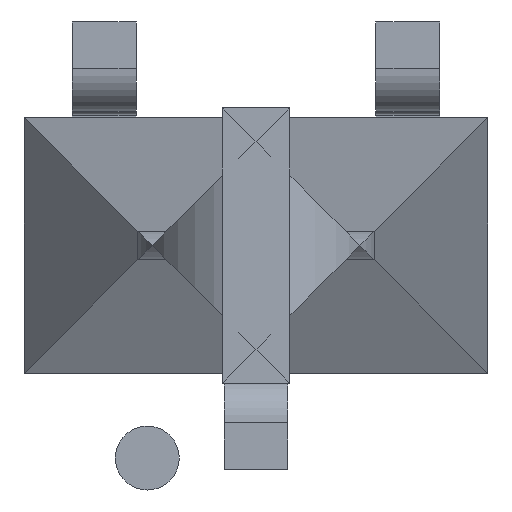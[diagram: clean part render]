
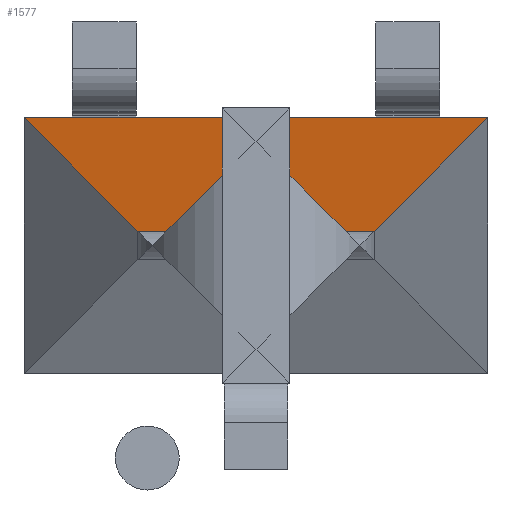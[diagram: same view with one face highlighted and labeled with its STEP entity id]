
A CAD part, front view. The second image highlights one B-rep face of the part: STEP entity #1577.
In plain terms, the highlighted planar face has unit normal (0, -0.174, 0.985).
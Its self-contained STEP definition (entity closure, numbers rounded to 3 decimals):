
#1325 = CARTESIAN_POINT ( 'NONE',  ( 1.45, 4.828, 0.8 ) ) ;
#1326 = VERTEX_POINT ( 'NONE', #1325 ) ;
#1395 = CARTESIAN_POINT ( 'NONE',  ( -1.45, 4.828, 0.8 ) ) ;
#1396 = VERTEX_POINT ( 'NONE', #1395 ) ;
#1426 = CARTESIAN_POINT ( 'NONE',  ( 1.45, 4.828, 0.8 ) ) ;
#1427 = DIRECTION ( 'NONE',  ( 1., 0., 0. ) ) ;
#1428 = VECTOR ( 'NONE', #1427, 1000. ) ;
#1429 = LINE ( 'NONE', #1426, #1428 ) ;
#1430 = EDGE_CURVE ( 'NONE', #1396, #1326, #1429, .T. ) ;
#1547 = CARTESIAN_POINT ( 'NONE',  ( -0.739, 0.798, 0.089 ) ) ;
#1548 = VERTEX_POINT ( 'NONE', #1547 ) ;
#1549 = CARTESIAN_POINT ( 'NONE',  ( -1.45, 4.828, 0.8 ) ) ;
#1550 = DIRECTION ( 'NONE',  ( -0.171, 0.97, 0.171 ) ) ;
#1551 = VECTOR ( 'NONE', #1550, 1000. ) ;
#1552 = LINE ( 'NONE', #1549, #1551 ) ;
#1553 = EDGE_CURVE ( 'NONE', #1548, #1396, #1552, .T. ) ;
#1554 = ORIENTED_EDGE ( 'NONE', *, *, #1553, .F. ) ;
#1555 = CARTESIAN_POINT ( 'NONE',  ( 0.739, 0.798, 0.089 ) ) ;
#1556 = VERTEX_POINT ( 'NONE', #1555 ) ;
#1557 = CARTESIAN_POINT ( 'NONE',  ( -1.45, 0.798, 0.089 ) ) ;
#1558 = DIRECTION ( 'NONE',  ( 1., 0., 0. ) ) ;
#1559 = VECTOR ( 'NONE', #1558, 1000. ) ;
#1560 = LINE ( 'NONE', #1557, #1559 ) ;
#1561 = EDGE_CURVE ( 'NONE', #1548, #1556, #1560, .T. ) ;
#1562 = ORIENTED_EDGE ( 'NONE', *, *, #1561, .T. ) ;
#1563 = CARTESIAN_POINT ( 'NONE',  ( 1.45, 4.828, 0.8 ) ) ;
#1564 = DIRECTION ( 'NONE',  ( -0.171, -0.97, -0.171 ) ) ;
#1565 = VECTOR ( 'NONE', #1564, 1000. ) ;
#1566 = LINE ( 'NONE', #1563, #1565 ) ;
#1567 = EDGE_CURVE ( 'NONE', #1326, #1556, #1566, .T. ) ;
#1568 = ORIENTED_EDGE ( 'NONE', *, *, #1567, .F. ) ;
#1569 = ORIENTED_EDGE ( 'NONE', *, *, #1430, .F. ) ;
#1570 = EDGE_LOOP ( 'NONE', ( #1554, #1562, #1568, #1569 ) ) ;
#1571 = FACE_OUTER_BOUND ( 'NONE', #1570, .T. ) ;
#1572 = CARTESIAN_POINT ( 'NONE',  ( -1.45, 4.828, 0.8 ) ) ;
#1573 = DIRECTION ( 'NONE',  ( 0., -0.174, 0.985 ) ) ;
#1574 = DIRECTION ( 'NONE',  ( -1., 0., 0. ) ) ;
#1575 = AXIS2_PLACEMENT_3D ( 'NONE', #1572, #1573, #1574 ) ;
#1576 = PLANE ( 'NONE', #1575 ) ;
#1577 = ADVANCED_FACE ( 'NONE', ( #1571 ), #1576, .T. ) ;
